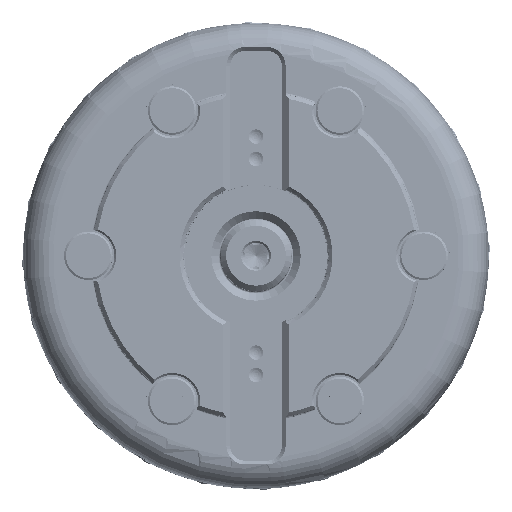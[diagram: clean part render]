
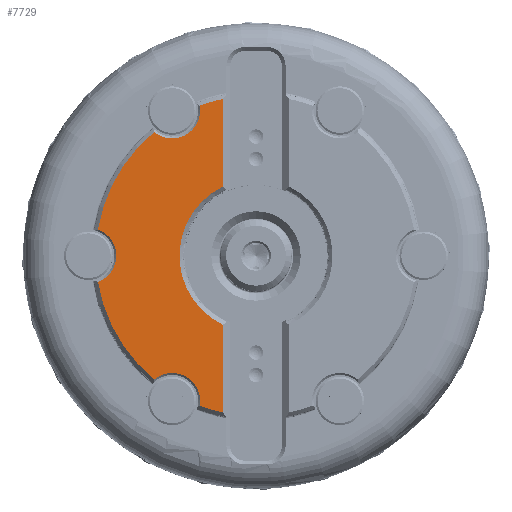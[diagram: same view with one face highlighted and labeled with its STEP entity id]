
A CAD part, top view. The second image highlights one B-rep face of the part: STEP entity #7729.
In plain terms, the highlighted planar face has unit normal (0, 0, 1).
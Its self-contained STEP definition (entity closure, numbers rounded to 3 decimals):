
#3741=PLANE('',#79183);
#7729=ADVANCED_FACE('',(#13911),#3741,.T.);
#13911=FACE_OUTER_BOUND('',#18037,.T.);
#18037=EDGE_LOOP('',(#34817,#34818,#34819,#34820,#34821,#34822,#34823,#34824,
#34825,#34826,#34827,#34828));
#22631=CIRCLE('',#79172,43.);
#22632=CIRCLE('',#79174,20.55);
#22633=CIRCLE('',#79175,7.5);
#22634=CIRCLE('',#79176,7.5);
#22635=CIRCLE('',#79177,43.);
#22636=CIRCLE('',#79178,7.5);
#22637=CIRCLE('',#79179,7.5);
#22638=CIRCLE('',#79180,43.);
#22639=CIRCLE('',#79181,7.5);
#22640=CIRCLE('',#79182,43.);
#34817=ORIENTED_EDGE('',*,*,#58712,.F.);
#34818=ORIENTED_EDGE('',*,*,#58705,.F.);
#34819=ORIENTED_EDGE('',*,*,#58711,.F.);
#34820=ORIENTED_EDGE('',*,*,#58713,.F.);
#34821=ORIENTED_EDGE('',*,*,#58714,.F.);
#34822=ORIENTED_EDGE('',*,*,#58715,.F.);
#34823=ORIENTED_EDGE('',*,*,#58716,.F.);
#34824=ORIENTED_EDGE('',*,*,#58717,.F.);
#34825=ORIENTED_EDGE('',*,*,#58718,.F.);
#34826=ORIENTED_EDGE('',*,*,#58719,.F.);
#34827=ORIENTED_EDGE('',*,*,#58720,.F.);
#34828=ORIENTED_EDGE('',*,*,#58721,.F.);
#50234=VERTEX_POINT('',#137667);
#50235=VERTEX_POINT('',#137668);
#50238=VERTEX_POINT('',#137697);
#50239=VERTEX_POINT('',#137701);
#50240=VERTEX_POINT('',#137703);
#50241=VERTEX_POINT('',#137705);
#50242=VERTEX_POINT('',#137707);
#50243=VERTEX_POINT('',#137709);
#50244=VERTEX_POINT('',#137711);
#50245=VERTEX_POINT('',#137713);
#50246=VERTEX_POINT('',#137715);
#50247=VERTEX_POINT('',#137717);
#58705=EDGE_CURVE('',#50234,#50235,#66544,.T.);
#58711=EDGE_CURVE('',#50238,#50234,#22631,.T.);
#58712=EDGE_CURVE('',#50235,#50239,#22632,.T.);
#58713=EDGE_CURVE('',#50240,#50238,#22633,.T.);
#58714=EDGE_CURVE('',#50241,#50240,#22634,.T.);
#58715=EDGE_CURVE('',#50242,#50241,#22635,.T.);
#58716=EDGE_CURVE('',#50243,#50242,#22636,.T.);
#58717=EDGE_CURVE('',#50244,#50243,#22637,.T.);
#58718=EDGE_CURVE('',#50245,#50244,#22638,.T.);
#58719=EDGE_CURVE('',#50246,#50245,#22639,.T.);
#58720=EDGE_CURVE('',#50247,#50246,#22640,.T.);
#58721=EDGE_CURVE('',#50239,#50247,#66545,.T.);
#66544=LINE('',#137666,#70574);
#66545=LINE('',#137718,#70575);
#70574=VECTOR('',#93493,1.);
#70575=VECTOR('',#93520,1.);
#79172=AXIS2_PLACEMENT_3D('',#137698,#93498,#93499);
#79174=AXIS2_PLACEMENT_3D('',#137700,#93502,#93503);
#79175=AXIS2_PLACEMENT_3D('',#137702,#93504,#93505);
#79176=AXIS2_PLACEMENT_3D('',#137704,#93506,#93507);
#79177=AXIS2_PLACEMENT_3D('',#137706,#93508,#93509);
#79178=AXIS2_PLACEMENT_3D('',#137708,#93510,#93511);
#79179=AXIS2_PLACEMENT_3D('',#137710,#93512,#93513);
#79180=AXIS2_PLACEMENT_3D('',#137712,#93514,#93515);
#79181=AXIS2_PLACEMENT_3D('',#137714,#93516,#93517);
#79182=AXIS2_PLACEMENT_3D('',#137716,#93518,#93519);
#79183=AXIS2_PLACEMENT_3D('',#137719,#93521,#93522);
#93493=DIRECTION('',(0.,-1.,0.));
#93498=DIRECTION('',(0.,0.,-1.));
#93499=DIRECTION('',(-0.351,0.936,0.));
#93502=DIRECTION('',(0.,0.,1.));
#93503=DIRECTION('',(-0.435,0.9,0.));
#93504=DIRECTION('',(0.,0.,1.));
#93505=DIRECTION('',(0.707,-0.707,0.));
#93506=DIRECTION('',(0.,0.,1.));
#93507=DIRECTION('',(-0.641,-0.767,0.));
#93508=DIRECTION('',(0.,0.,-1.));
#93509=DIRECTION('',(-0.986,0.164,0.));
#93510=DIRECTION('',(0.,0.,1.));
#93511=DIRECTION('',(0.707,-0.707,0.));
#93512=DIRECTION('',(0.,0.,1.));
#93513=DIRECTION('',(0.344,-0.939,0.));
#93514=DIRECTION('',(0.,0.,-1.));
#93515=DIRECTION('',(-0.635,-0.772,0.));
#93516=DIRECTION('',(0.,0.,1.));
#93517=DIRECTION('',(0.985,-0.171,0.));
#93518=DIRECTION('',(0.,0.,-1.));
#93519=DIRECTION('',(-0.208,-0.978,0.));
#93520=DIRECTION('',(0.,-1.,0.));
#93521=DIRECTION('',(0.,0.,1.));
#93522=DIRECTION('',(0.707,0.707,0.));
#137666=CARTESIAN_POINT('',(-8.938,42.061,0.));
#137667=CARTESIAN_POINT('',(-8.938,42.061,0.));
#137668=CARTESIAN_POINT('',(-8.937,18.505,0.));
#137697=CARTESIAN_POINT('',(-15.111,40.257,0.));
#137698=CARTESIAN_POINT('',(0.,0.,0.));
#137700=CARTESIAN_POINT('',(0.,0.,0.));
#137701=CARTESIAN_POINT('',(-8.938,-18.505,0.));
#137702=CARTESIAN_POINT('',(-22.5,38.971,0.));
#137703=CARTESIAN_POINT('',(-17.197,33.668,0.));
#137704=CARTESIAN_POINT('',(-22.5,38.971,0.));
#137705=CARTESIAN_POINT('',(-27.308,33.215,0.));
#137706=CARTESIAN_POINT('',(0.,0.,0.));
#137707=CARTESIAN_POINT('',(-42.419,7.042,0.));
#137708=CARTESIAN_POINT('',(-45.,0.,0.));
#137709=CARTESIAN_POINT('',(-39.697,-5.303,0.));
#137710=CARTESIAN_POINT('',(-45.,0.,0.));
#137711=CARTESIAN_POINT('',(-42.419,-7.042,0.));
#137712=CARTESIAN_POINT('',(0.,0.,0.));
#137713=CARTESIAN_POINT('',(-27.308,-33.215,0.));
#137714=CARTESIAN_POINT('',(-22.5,-38.971,0.));
#137715=CARTESIAN_POINT('',(-15.111,-40.257,0.));
#137716=CARTESIAN_POINT('',(0.,0.,0.));
#137717=CARTESIAN_POINT('',(-8.938,-42.061,0.));
#137718=CARTESIAN_POINT('',(-8.938,-18.505,0.));
#137719=CARTESIAN_POINT('',(-13.853,0.,0.));
